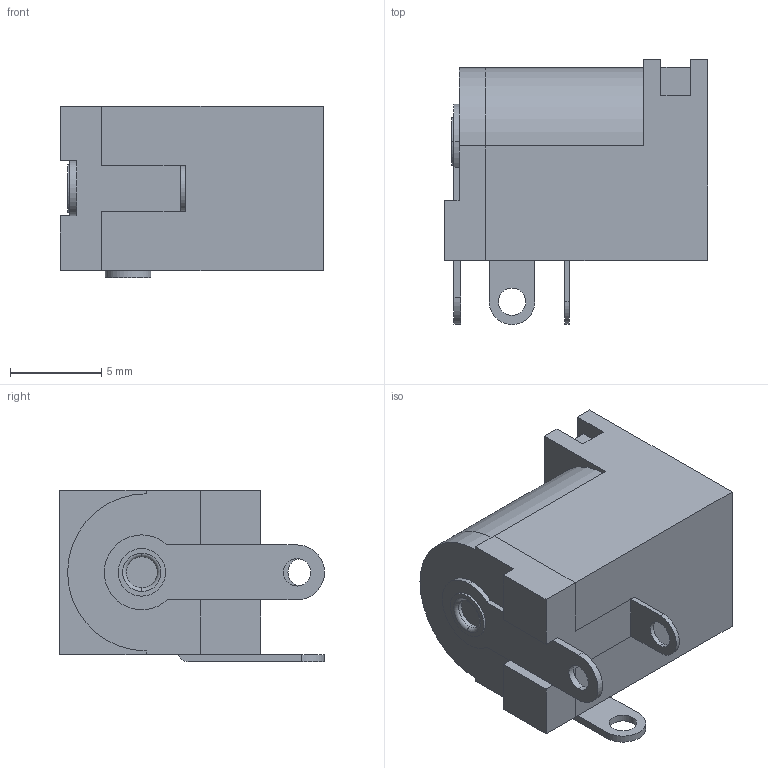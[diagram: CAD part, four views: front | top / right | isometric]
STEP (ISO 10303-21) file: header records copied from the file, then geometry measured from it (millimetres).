
FILE_DESCRIPTION (( 'STEP AP214' ), '1' );
FILE_NAME ('PJ-002A.STEP', '2022-11-25T13:27:41', ( '' ), ( '' ), 'SwSTEP 2.0', 'SolidWorks 2017', '' );
FILE_SCHEMA (( 'AUTOMOTIVE_DESIGN' ));
Length unit declared in the file: millimetre
Products named in the file (2): PJ-002A
Assembly tree (1 placements, depth 2):
  PJ-002A
    PJ-002A
Bounding box: 14.4 x 14.5 x 9.4 mm (x, y, z)
Volume: 931.6 mm3; surface area: 1417 mm2
Topology: 7 solids, 7 shells, 108 faces, 269 edges, 177 vertices
Faces by surface type: plane 69, cylinder 33, torus 2, cone 2, sphere 2
Entity records: 3319 total; most frequent: DIRECTION 561, CARTESIAN_POINT 558, ORIENTED_EDGE 530, EDGE_CURVE 265, VECTOR 189, LINE 189, AXIS2_PLACEMENT_3D 186, VERTEX_POINT 175
